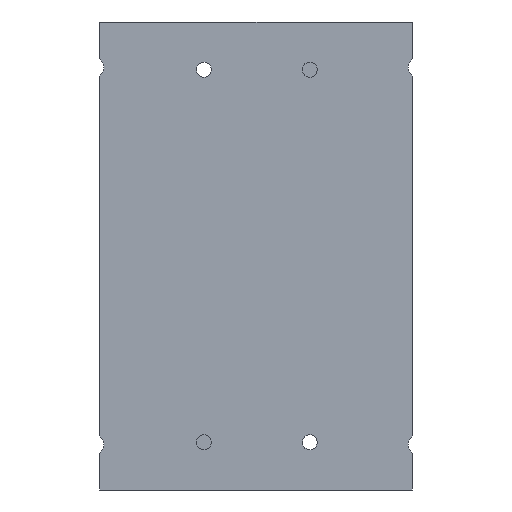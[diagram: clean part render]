
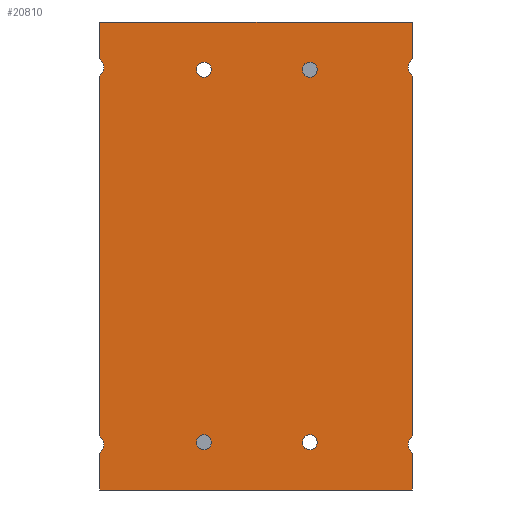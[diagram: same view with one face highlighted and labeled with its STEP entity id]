
A CAD part, front view. The second image highlights one B-rep face of the part: STEP entity #20810.
In plain terms, the highlighted planar face has unit normal (0, -1, 0).
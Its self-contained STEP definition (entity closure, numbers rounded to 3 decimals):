
#1707=CARTESIAN_POINT('',(54.5,0.,-63.25));
#1708=DIRECTION('',(0.,-1.,0.));
#1709=DIRECTION('',(-0.571,0.,0.821));
#1710=AXIS2_PLACEMENT_3D('',#1707,#1708,#1709);
#1715=CARTESIAN_POINT('',(54.5,0.,-63.25));
#1716=DIRECTION('',(0.,-1.,0.));
#1717=DIRECTION('',(-1.,0.,0.));
#1718=AXIS2_PLACEMENT_3D('',#1715,#1716,#1717);
#1723=DIRECTION('',(0.,0.,-1.));
#1724=VECTOR('',#1723,12.378);
#1725=CARTESIAN_POINT('',(52.5,0.,-66.122));
#1726=LINE('',#1725,#1724);
#1730=DIRECTION('',(-1.,0.,0.));
#1731=VECTOR('',#1730,105.);
#1732=CARTESIAN_POINT('',(52.5,0.,-78.5));
#1733=LINE('',#1732,#1731);
#1737=DIRECTION('',(0.,0.,1.));
#1738=VECTOR('',#1737,12.378);
#1739=CARTESIAN_POINT('',(-52.5,0.,-78.5));
#1740=LINE('',#1739,#1738);
#1744=CARTESIAN_POINT('',(-54.5,0.,-63.25));
#1745=DIRECTION('',(0.,-1.,0.));
#1746=DIRECTION('',(0.571,0.,-0.821));
#1747=AXIS2_PLACEMENT_3D('',#1744,#1745,#1746);
#1752=CARTESIAN_POINT('',(-54.5,0.,-63.25));
#1753=DIRECTION('',(0.,-1.,0.));
#1754=DIRECTION('',(1.,0.,0.));
#1755=AXIS2_PLACEMENT_3D('',#1752,#1753,#1754);
#1760=DIRECTION('',(0.,0.,1.));
#1761=VECTOR('',#1760,120.755);
#1762=CARTESIAN_POINT('',(-52.5,0.,-60.378));
#1763=LINE('',#1762,#1761);
#1767=CARTESIAN_POINT('',(-54.5,0.,63.25));
#1768=DIRECTION('',(0.,-1.,0.));
#1769=DIRECTION('',(0.571,0.,-0.821));
#1770=AXIS2_PLACEMENT_3D('',#1767,#1768,#1769);
#1775=CARTESIAN_POINT('',(-54.5,0.,63.25));
#1776=DIRECTION('',(0.,-1.,0.));
#1777=DIRECTION('',(1.,0.,0.));
#1778=AXIS2_PLACEMENT_3D('',#1775,#1776,#1777);
#1783=DIRECTION('',(0.,0.,1.));
#1784=VECTOR('',#1783,12.378);
#1785=CARTESIAN_POINT('',(-52.5,0.,66.122));
#1786=LINE('',#1785,#1784);
#1790=DIRECTION('',(1.,0.,0.));
#1791=VECTOR('',#1790,105.);
#1792=CARTESIAN_POINT('',(-52.5,0.,78.5));
#1793=LINE('',#1792,#1791);
#1797=DIRECTION('',(0.,0.,-1.));
#1798=VECTOR('',#1797,12.378);
#1799=CARTESIAN_POINT('',(52.5,0.,78.5));
#1800=LINE('',#1799,#1798);
#1804=CARTESIAN_POINT('',(54.5,0.,63.25));
#1805=DIRECTION('',(0.,-1.,0.));
#1806=DIRECTION('',(-0.571,0.,0.821));
#1807=AXIS2_PLACEMENT_3D('',#1804,#1805,#1806);
#1812=CARTESIAN_POINT('',(54.5,0.,63.25));
#1813=DIRECTION('',(0.,-1.,0.));
#1814=DIRECTION('',(-1.,0.,0.));
#1815=AXIS2_PLACEMENT_3D('',#1812,#1813,#1814);
#1820=DIRECTION('',(0.,0.,-1.));
#1821=VECTOR('',#1820,120.755);
#1822=CARTESIAN_POINT('',(52.5,0.,60.378));
#1823=LINE('',#1822,#1821);
#1827=CARTESIAN_POINT('',(18.032,0.,-62.5));
#1828=DIRECTION('',(0.,-1.,0.));
#1829=DIRECTION('',(-1.,0.,0.));
#1830=AXIS2_PLACEMENT_3D('',#1827,#1828,#1829);
#1835=CARTESIAN_POINT('',(18.032,0.,-62.5));
#1836=DIRECTION('',(0.,-1.,0.));
#1837=DIRECTION('',(1.,0.,0.));
#1838=AXIS2_PLACEMENT_3D('',#1835,#1836,#1837);
#1843=CARTESIAN_POINT('',(-17.5,0.,-62.5));
#1844=DIRECTION('',(0.,-1.,0.));
#1845=DIRECTION('',(1.,0.,0.));
#1846=AXIS2_PLACEMENT_3D('',#1843,#1844,#1845);
#1851=CARTESIAN_POINT('',(-17.5,0.,-62.5));
#1852=DIRECTION('',(0.,-1.,0.));
#1853=DIRECTION('',(-1.,0.,0.));
#1854=AXIS2_PLACEMENT_3D('',#1851,#1852,#1853);
#1859=CARTESIAN_POINT('',(18.032,0.,62.5));
#1860=DIRECTION('',(0.,-1.,0.));
#1861=DIRECTION('',(1.,0.,0.));
#1862=AXIS2_PLACEMENT_3D('',#1859,#1860,#1861);
#1867=CARTESIAN_POINT('',(18.032,0.,62.5));
#1868=DIRECTION('',(0.,-1.,0.));
#1869=DIRECTION('',(-1.,0.,0.));
#1870=AXIS2_PLACEMENT_3D('',#1867,#1868,#1869);
#1875=CARTESIAN_POINT('',(-17.5,0.,62.5));
#1876=DIRECTION('',(0.,-1.,0.));
#1877=DIRECTION('',(-1.,0.,0.));
#1878=AXIS2_PLACEMENT_3D('',#1875,#1876,#1877);
#1883=CARTESIAN_POINT('',(-17.5,0.,62.5));
#1884=DIRECTION('',(0.,-1.,0.));
#1885=DIRECTION('',(1.,0.,0.));
#1886=AXIS2_PLACEMENT_3D('',#1883,#1884,#1885);
#16947=CARTESIAN_POINT('',(52.5,0.,-60.378));
#16949=VERTEX_POINT('',#16947);
#16951=CARTESIAN_POINT('',(52.5,0.,60.378));
#16952=VERTEX_POINT('',#16951);
#16969=CARTESIAN_POINT('',(52.5,0.,-66.122));
#16970=VERTEX_POINT('',#16969);
#16971=CARTESIAN_POINT('',(51.,0.,-63.25));
#16972=VERTEX_POINT('',#16971);
#17165=CARTESIAN_POINT('',(-52.5,0.,-78.5));
#17166=VERTEX_POINT('',#17165);
#17167=CARTESIAN_POINT('',(52.5,0.,-78.5));
#17168=VERTEX_POINT('',#17167);
#17407=CARTESIAN_POINT('',(-52.5,0.,60.378));
#17408=VERTEX_POINT('',#17407);
#17409=CARTESIAN_POINT('',(-52.5,0.,-60.378));
#17410=VERTEX_POINT('',#17409);
#17517=CARTESIAN_POINT('',(51.,0.,63.25));
#17518=VERTEX_POINT('',#17517);
#17519=CARTESIAN_POINT('',(52.5,0.,66.122));
#17520=VERTEX_POINT('',#17519);
#17521=CARTESIAN_POINT('',(-52.5,0.,-66.122));
#17522=VERTEX_POINT('',#17521);
#17523=CARTESIAN_POINT('',(-51.,0.,-63.25));
#17524=VERTEX_POINT('',#17523);
#17525=CARTESIAN_POINT('',(-51.,0.,63.25));
#17526=VERTEX_POINT('',#17525);
#17527=CARTESIAN_POINT('',(-52.5,0.,66.122));
#17528=VERTEX_POINT('',#17527);
#17529=CARTESIAN_POINT('',(-52.5,0.,78.5));
#17530=VERTEX_POINT('',#17529);
#17531=CARTESIAN_POINT('',(52.5,0.,78.5));
#17532=VERTEX_POINT('',#17531);
#17533=CARTESIAN_POINT('',(15.532,0.,-62.5));
#17534=CARTESIAN_POINT('',(20.532,0.,-62.5));
#17535=VERTEX_POINT('',#17533);
#17536=VERTEX_POINT('',#17534);
#17537=CARTESIAN_POINT('',(-15.,0.,-62.5));
#17538=CARTESIAN_POINT('',(-20.,0.,-62.5));
#17539=VERTEX_POINT('',#17537);
#17540=VERTEX_POINT('',#17538);
#17541=CARTESIAN_POINT('',(20.532,0.,62.5));
#17542=CARTESIAN_POINT('',(15.532,0.,62.5));
#17543=VERTEX_POINT('',#17541);
#17544=VERTEX_POINT('',#17542);
#17545=CARTESIAN_POINT('',(-20.,0.,62.5));
#17546=CARTESIAN_POINT('',(-15.,0.,62.5));
#17547=VERTEX_POINT('',#17545);
#17548=VERTEX_POINT('',#17546);
#20752=CARTESIAN_POINT('',(0.,0.,0.));
#20753=DIRECTION('',(0.,1.,0.));
#20754=DIRECTION('',(1.,0.,0.));
#20755=AXIS2_PLACEMENT_3D('',#20752,#20753,#20754);
#20756=PLANE('',#20755);
#20757=ORIENTED_EDGE('',*,*,#20717,.T.);
#20758=ORIENTED_EDGE('',*,*,#20715,.T.);
#20759=ORIENTED_EDGE('',*,*,#20740,.T.);
#20760=ORIENTED_EDGE('',*,*,#19703,.T.);
#20762=ORIENTED_EDGE('',*,*,#20761,.T.);
#20764=ORIENTED_EDGE('',*,*,#20763,.T.);
#20766=ORIENTED_EDGE('',*,*,#20765,.T.);
#20768=ORIENTED_EDGE('',*,*,#20767,.T.);
#20770=ORIENTED_EDGE('',*,*,#20769,.T.);
#20772=ORIENTED_EDGE('',*,*,#20771,.T.);
#20774=ORIENTED_EDGE('',*,*,#20773,.T.);
#20776=ORIENTED_EDGE('',*,*,#20775,.T.);
#20778=ORIENTED_EDGE('',*,*,#20777,.T.);
#20780=ORIENTED_EDGE('',*,*,#20779,.T.);
#20782=ORIENTED_EDGE('',*,*,#20781,.T.);
#20783=ORIENTED_EDGE('',*,*,#20676,.T.);
#20784=EDGE_LOOP('',(#20757,#20758,#20759,#20760,#20762,#20764,#20766,#20768,
#20770,#20772,#20774,#20776,#20778,#20780,#20782,#20783));
#20785=FACE_OUTER_BOUND('',#20784,.F.);
#20787=ORIENTED_EDGE('',*,*,#20786,.T.);
#20789=ORIENTED_EDGE('',*,*,#20788,.T.);
#20790=EDGE_LOOP('',(#20787,#20789));
#20791=FACE_BOUND('',#20790,.F.);
#20793=ORIENTED_EDGE('',*,*,#20792,.T.);
#20795=ORIENTED_EDGE('',*,*,#20794,.T.);
#20796=EDGE_LOOP('',(#20793,#20795));
#20797=FACE_BOUND('',#20796,.F.);
#20799=ORIENTED_EDGE('',*,*,#20798,.T.);
#20801=ORIENTED_EDGE('',*,*,#20800,.T.);
#20802=EDGE_LOOP('',(#20799,#20801));
#20803=FACE_BOUND('',#20802,.F.);
#20805=ORIENTED_EDGE('',*,*,#20804,.T.);
#20807=ORIENTED_EDGE('',*,*,#20806,.T.);
#20808=EDGE_LOOP('',(#20805,#20807));
#20809=FACE_BOUND('',#20808,.F.);
#1711=CIRCLE('',#1710,3.5);
#1719=CIRCLE('',#1718,3.5);
#1748=CIRCLE('',#1747,3.5);
#1756=CIRCLE('',#1755,3.5);
#1771=CIRCLE('',#1770,3.5);
#1779=CIRCLE('',#1778,3.5);
#1808=CIRCLE('',#1807,3.5);
#1816=CIRCLE('',#1815,3.5);
#1831=CIRCLE('',#1830,2.5);
#1839=CIRCLE('',#1838,2.5);
#1847=CIRCLE('',#1846,2.5);
#1855=CIRCLE('',#1854,2.5);
#1863=CIRCLE('',#1862,2.5);
#1871=CIRCLE('',#1870,2.5);
#1879=CIRCLE('',#1878,2.5);
#1887=CIRCLE('',#1886,2.5);
#19703=EDGE_CURVE('',#17168,#17166,#1733,.T.);
#20676=EDGE_CURVE('',#16952,#16949,#1823,.T.);
#20715=EDGE_CURVE('',#16972,#16970,#1719,.T.);
#20717=EDGE_CURVE('',#16949,#16972,#1711,.T.);
#20740=EDGE_CURVE('',#16970,#17168,#1726,.T.);
#20761=EDGE_CURVE('',#17166,#17522,#1740,.T.);
#20763=EDGE_CURVE('',#17522,#17524,#1748,.T.);
#20765=EDGE_CURVE('',#17524,#17410,#1756,.T.);
#20767=EDGE_CURVE('',#17410,#17408,#1763,.T.);
#20769=EDGE_CURVE('',#17408,#17526,#1771,.T.);
#20771=EDGE_CURVE('',#17526,#17528,#1779,.T.);
#20773=EDGE_CURVE('',#17528,#17530,#1786,.T.);
#20775=EDGE_CURVE('',#17530,#17532,#1793,.T.);
#20777=EDGE_CURVE('',#17532,#17520,#1800,.T.);
#20779=EDGE_CURVE('',#17520,#17518,#1808,.T.);
#20781=EDGE_CURVE('',#17518,#16952,#1816,.T.);
#20786=EDGE_CURVE('',#17535,#17536,#1831,.T.);
#20788=EDGE_CURVE('',#17536,#17535,#1839,.T.);
#20792=EDGE_CURVE('',#17539,#17540,#1847,.T.);
#20794=EDGE_CURVE('',#17540,#17539,#1855,.T.);
#20798=EDGE_CURVE('',#17543,#17544,#1863,.T.);
#20800=EDGE_CURVE('',#17544,#17543,#1871,.T.);
#20804=EDGE_CURVE('',#17547,#17548,#1879,.T.);
#20806=EDGE_CURVE('',#17548,#17547,#1887,.T.);
#20810=ADVANCED_FACE('',(#20785,#20791,#20797,#20803,#20809),#20756,.F.);
